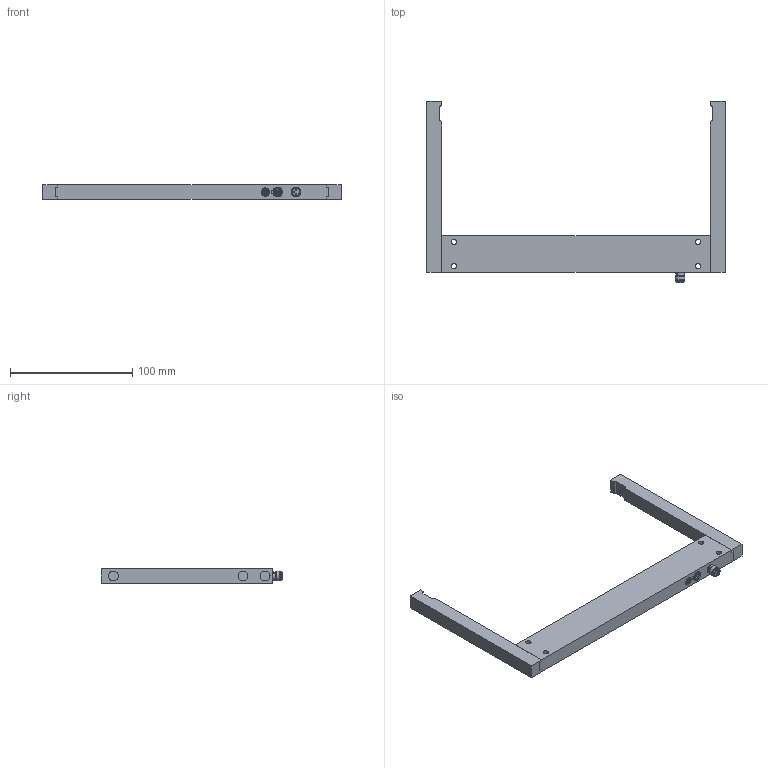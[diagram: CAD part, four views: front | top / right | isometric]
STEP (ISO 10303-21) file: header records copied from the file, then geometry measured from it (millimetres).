
FILE_DESCRIPTION(/* description */ ('DISO X xxx'),/* implementation_level */ '2;1');
FILE_NAME(/* name */ 'OGU 221 G3-T3.stp',/* time_stamp */ '2017-09-18T12:54:52+02:00',/* author */ ('lck'),/* organization */ ('di-soric GmbH & Co. KG'),/* preprocessor_version */ 'ST-DEVELOPER v16.13',/* originating_system */ 'Autodesk Inventor 2018',/* authorisation */ '');
FILE_SCHEMA (('AUTOMOTIVE_DESIGN { 1 0 10303 214 3 1 1 }'));
Length unit declared in the file: millimetre
Products named in the file (1): Bauteil5
Bounding box: 244 x 148.5 x 12 mm (x, y, z)
Volume: 118410.8 mm3; surface area: 37221.1 mm2
Topology: 12 solids, 12 shells, 324 faces, 678 edges, 441 vertices
Faces by surface type: plane 177, cylinder 124, torus 9, bspline 6, cone 5, sphere 3
Full cylindrical faces by diameter (mm): 0.5 x6, 0.8 x3, 1 x6, 2 x4, 4.3 x4, 5 x8, 5.7 x1, 5.8 x4, 5.81 x1, 5.811 x1, 6.4 x1, 6.6 x4, 6.7 x10, 6.9 x1, 7 x4, 7.2 x1, 8 x5, 8.08 x2, 8.1 x6
Entity records: 8863 total; most frequent: CARTESIAN_POINT 1833, DIRECTION 1439, ORIENTED_EDGE 1144, AXIS2_PLACEMENT_3D 596, EDGE_CURVE 572, EDGE_LOOP 481, VERTEX_POINT 421, FACE_OUTER_BOUND 324
